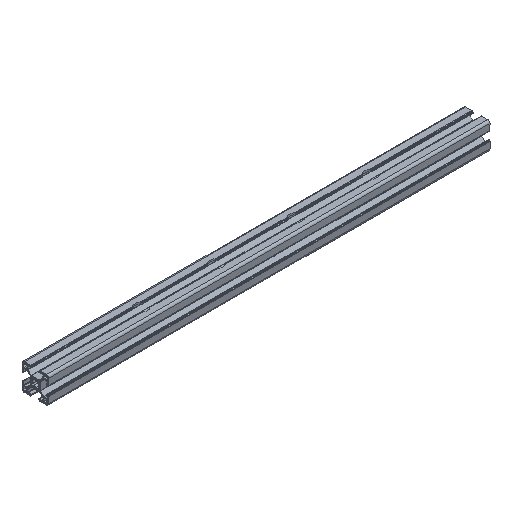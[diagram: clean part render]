
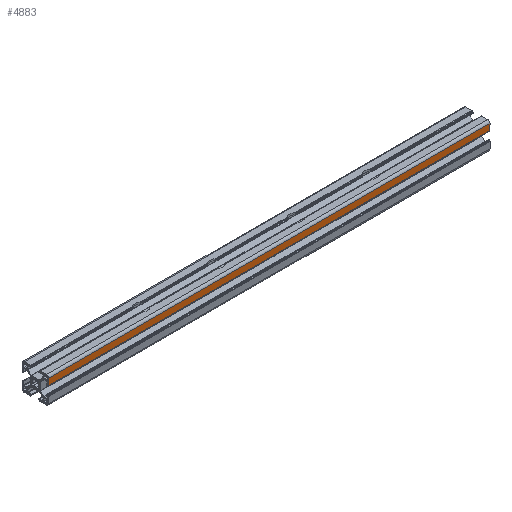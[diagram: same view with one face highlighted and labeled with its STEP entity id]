
A CAD part, isometric view. The second image highlights one B-rep face of the part: STEP entity #4883.
In plain terms, the highlighted planar face has unit normal (0, -1, 0).
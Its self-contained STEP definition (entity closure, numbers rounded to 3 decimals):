
#94 = ORIENTED_EDGE ( 'NONE', *, *, #21721, .F. ) ;
#396 = CARTESIAN_POINT ( 'NONE',  ( 0., -15., 12.5 ) ) ;
#471 = ORIENTED_EDGE ( 'NONE', *, *, #5951, .T. ) ;
#1346 = DIRECTION ( 'NONE',  ( 0., 0., 1. ) ) ;
#2196 = VERTEX_POINT ( 'NONE', #18037 ) ;
#2417 = CARTESIAN_POINT ( 'NONE',  ( 500., -15., 12.5 ) ) ;
#3732 = CARTESIAN_POINT ( 'NONE',  ( 500., -15., 12.5 ) ) ;
#3857 = DIRECTION ( 'NONE',  ( 0., 0., -1. ) ) ;
#4883 = ADVANCED_FACE ( 'NONE', ( #23591 ), #17839, .F. ) ;
#4915 = VECTOR ( 'NONE', #3857, 1000. ) ;
#5130 = DIRECTION ( 'NONE',  ( -1., 0., 0. ) ) ;
#5823 = CARTESIAN_POINT ( 'NONE',  ( 0., -15., 12.5 ) ) ;
#5951 = EDGE_CURVE ( 'NONE', #22721, #2196, #14722, .T. ) ;
#7838 = VECTOR ( 'NONE', #5130, 1000. ) ;
#8304 = EDGE_CURVE ( 'NONE', #12262, #12676, #12548, .T. ) ;
#8817 = CARTESIAN_POINT ( 'NONE',  ( 500., -15., 5.4 ) ) ;
#11236 = DIRECTION ( 'NONE',  ( -1., 0., 0. ) ) ;
#11327 = CARTESIAN_POINT ( 'NONE',  ( 500., -15., 5.4 ) ) ;
#12262 = VERTEX_POINT ( 'NONE', #2417 ) ;
#12324 = EDGE_CURVE ( 'NONE', #12262, #22721, #18787, .T. ) ;
#12548 = LINE ( 'NONE', #17835, #21796 ) ;
#12676 = VERTEX_POINT ( 'NONE', #11327 ) ;
#14460 = DIRECTION ( 'NONE',  ( 0., 0., -1. ) ) ;
#14722 = LINE ( 'NONE', #396, #4915 ) ;
#14804 = EDGE_LOOP ( 'NONE', ( #471, #94, #16568, #21763 ) ) ;
#16032 = DIRECTION ( 'NONE',  ( 0., 1., 0. ) ) ;
#16568 = ORIENTED_EDGE ( 'NONE', *, *, #8304, .F. ) ;
#17835 = CARTESIAN_POINT ( 'NONE',  ( 500., -15., 12.5 ) ) ;
#17839 = PLANE ( 'NONE',  #18678 ) ;
#17938 = VECTOR ( 'NONE', #11236, 1000. ) ;
#18037 = CARTESIAN_POINT ( 'NONE',  ( 0., -15., 5.4 ) ) ;
#18678 = AXIS2_PLACEMENT_3D ( 'NONE', #19871, #16032, #1346 ) ;
#18787 = LINE ( 'NONE', #3732, #17938 ) ;
#19726 = LINE ( 'NONE', #8817, #7838 ) ;
#19871 = CARTESIAN_POINT ( 'NONE',  ( 500., -15., 12.5 ) ) ;
#21721 = EDGE_CURVE ( 'NONE', #12676, #2196, #19726, .T. ) ;
#21763 = ORIENTED_EDGE ( 'NONE', *, *, #12324, .T. ) ;
#21796 = VECTOR ( 'NONE', #14460, 1000. ) ;
#22721 = VERTEX_POINT ( 'NONE', #5823 ) ;
#23591 = FACE_OUTER_BOUND ( 'NONE', #14804, .T. ) ;
